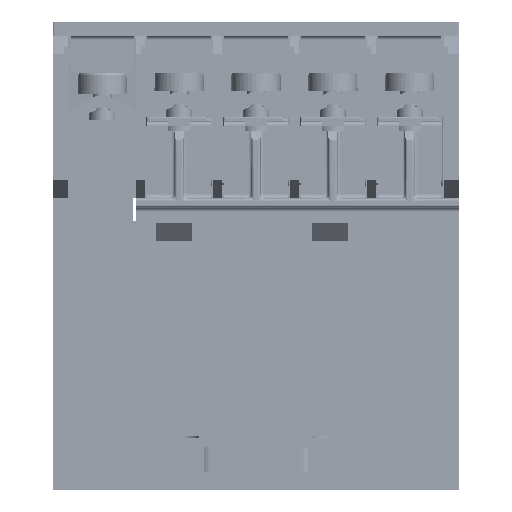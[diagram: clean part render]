
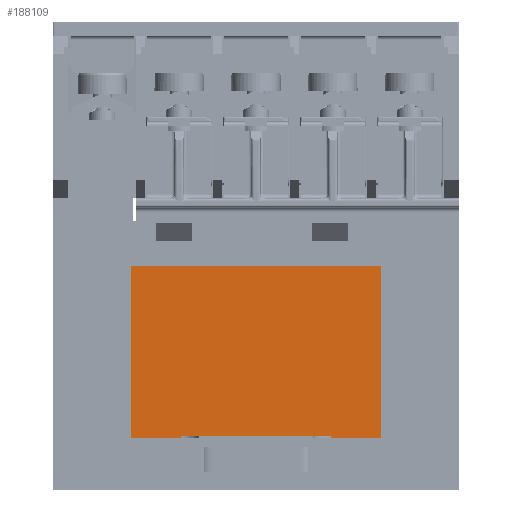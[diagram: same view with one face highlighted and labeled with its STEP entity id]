
A CAD part, front view. The second image highlights one B-rep face of the part: STEP entity #188109.
In plain terms, the highlighted planar face has unit normal (0, -1, 0).
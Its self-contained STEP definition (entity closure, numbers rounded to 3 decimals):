
#188012=CARTESIAN_POINT('',(-8.25,-22.175,-12.25));
#188013=VERTEX_POINT('',#188012);
#188029=CARTESIAN_POINT('',(-8.25,-22.175,-12.));
#188030=VERTEX_POINT('',#188029);
#188038=CARTESIAN_POINT('',(-8.25,-22.175,-12.));
#188039=DIRECTION('',(0.0,0.0,-1.0));
#188040=VECTOR('',#188039,0.25);
#188041=LINE('',#188038,#188040);
#188042=EDGE_CURVE('',#188030,#188013,#188041,.T.);
#188047=CARTESIAN_POINT('',(0.,-22.175,-3.75));
#188048=DIRECTION('',(0.0,1.0,0.0));
#188049=DIRECTION('',(0.0,0.0,1.0));
#188050=AXIS2_PLACEMENT_3D('',#188047,#188048,#188049);
#188051=PLANE('',#188050);
#188052=ORIENTED_EDGE('',*,*,#188042,.F.);
#188053=CARTESIAN_POINT('',(8.25,-22.175,-12.));
#188054=VERTEX_POINT('',#188053);
#188055=CARTESIAN_POINT('',(-8.25,-22.175,-12.));
#188056=DIRECTION('',(1.0,0.0,0.0));
#188057=VECTOR('',#188056,16.5);
#188058=LINE('',#188055,#188057);
#188059=EDGE_CURVE('',#188030,#188054,#188058,.T.);
#188060=ORIENTED_EDGE('',*,*,#188059,.T.);
#188061=CARTESIAN_POINT('',(8.25,-22.175,-12.25));
#188062=VERTEX_POINT('',#188061);
#188063=CARTESIAN_POINT('',(8.25,-22.175,-12.25));
#188064=DIRECTION('',(0.0,0.0,1.0));
#188065=VECTOR('',#188064,0.25);
#188066=LINE('',#188063,#188065);
#188067=EDGE_CURVE('',#188062,#188054,#188066,.T.);
#188068=ORIENTED_EDGE('',*,*,#188067,.F.);
#188069=CARTESIAN_POINT('',(13.875,-22.175,-12.25));
#188070=VERTEX_POINT('',#188069);
#188071=CARTESIAN_POINT('',(8.25,-22.175,-12.25));
#188072=DIRECTION('',(1.0,0.0,0.0));
#188073=VECTOR('',#188072,5.625);
#188074=LINE('',#188071,#188073);
#188075=EDGE_CURVE('',#188062,#188070,#188074,.T.);
#188076=ORIENTED_EDGE('',*,*,#188075,.T.);
#188077=CARTESIAN_POINT('',(13.875,-22.175,6.75));
#188078=VERTEX_POINT('',#188077);
#188079=CARTESIAN_POINT('',(13.875,-22.175,-12.25));
#188080=DIRECTION('',(0.0,0.0,1.0));
#188081=VECTOR('',#188080,19.0);
#188082=LINE('',#188079,#188081);
#188083=EDGE_CURVE('',#188070,#188078,#188082,.T.);
#188084=ORIENTED_EDGE('',*,*,#188083,.T.);
#188085=CARTESIAN_POINT('',(-13.875,-22.175,6.75));
#188086=VERTEX_POINT('',#188085);
#188087=CARTESIAN_POINT('',(-13.875,-22.175,6.75));
#188088=DIRECTION('',(1.0,0.0,0.0));
#188089=VECTOR('',#188088,27.75);
#188090=LINE('',#188087,#188089);
#188091=EDGE_CURVE('',#188086,#188078,#188090,.T.);
#188092=ORIENTED_EDGE('',*,*,#188091,.F.);
#188093=CARTESIAN_POINT('',(-13.875,-22.175,-12.25));
#188094=VERTEX_POINT('',#188093);
#188095=CARTESIAN_POINT('',(-13.875,-22.175,6.75));
#188096=DIRECTION('',(0.0,0.0,-1.0));
#188097=VECTOR('',#188096,19.);
#188098=LINE('',#188095,#188097);
#188099=EDGE_CURVE('',#188086,#188094,#188098,.T.);
#188100=ORIENTED_EDGE('',*,*,#188099,.T.);
#188101=CARTESIAN_POINT('',(-13.875,-22.175,-12.25));
#188102=DIRECTION('',(1.0,0.0,0.0));
#188103=VECTOR('',#188102,5.625);
#188104=LINE('',#188101,#188103);
#188105=EDGE_CURVE('',#188094,#188013,#188104,.T.);
#188106=ORIENTED_EDGE('',*,*,#188105,.T.);
#188107=EDGE_LOOP('',(#188052,#188060,#188068,#188076,#188084,#188092,#188100,#188106));
#188108=FACE_OUTER_BOUND('',#188107,.T.);
#188109=ADVANCED_FACE('',(#188108),#188051,.F.);
